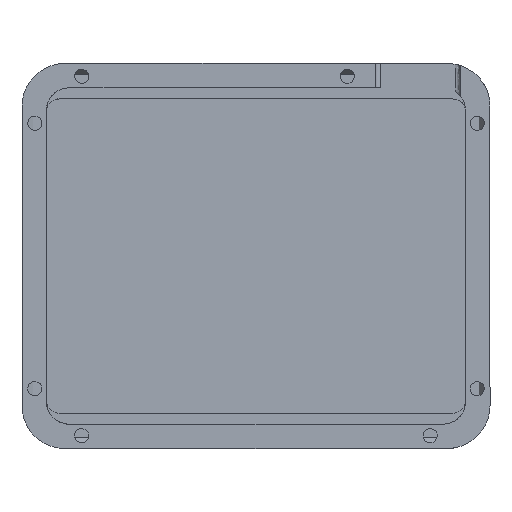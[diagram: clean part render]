
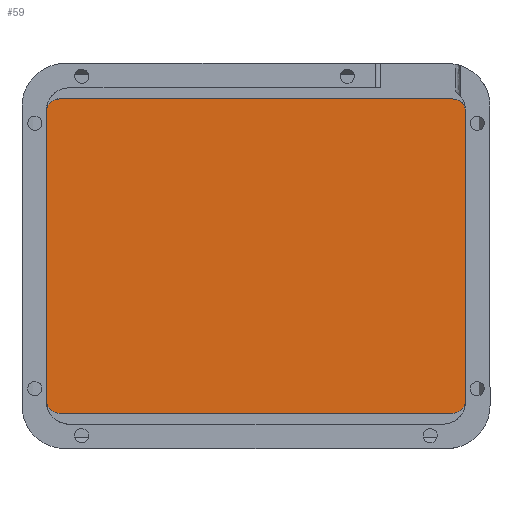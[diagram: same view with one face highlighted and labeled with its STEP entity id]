
A CAD part, top view. The second image highlights one B-rep face of the part: STEP entity #59.
In plain terms, the highlighted planar face has unit normal (0, 0, 1).
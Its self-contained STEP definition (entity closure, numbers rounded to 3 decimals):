
#59=ADVANCED_FACE('',(#107),#715,.T.);
#107=FACE_OUTER_BOUND('',#155,.T.);
#155=EDGE_LOOP('',(#341,#342,#343,#344,#345,#346,#347,#348));
#341=ORIENTED_EDGE('',*,*,#411,.T.);
#342=ORIENTED_EDGE('',*,*,#468,.T.);
#343=ORIENTED_EDGE('',*,*,#479,.F.);
#344=ORIENTED_EDGE('',*,*,#469,.T.);
#345=ORIENTED_EDGE('',*,*,#470,.F.);
#346=ORIENTED_EDGE('',*,*,#433,.T.);
#347=ORIENTED_EDGE('',*,*,#435,.T.);
#348=ORIENTED_EDGE('',*,*,#431,.F.);
#411=EDGE_CURVE('',#641,#642,#513,.T.);
#431=EDGE_CURVE('',#641,#661,#579,.T.);
#433=EDGE_CURVE('',#662,#663,#580,.T.);
#435=EDGE_CURVE('',#663,#661,#530,.T.);
#468=EDGE_CURVE('',#642,#664,#598,.T.);
#469=EDGE_CURVE('',#666,#665,#599,.T.);
#470=EDGE_CURVE('',#662,#665,#546,.T.);
#479=EDGE_CURVE('',#666,#664,#555,.T.);
#513=B_SPLINE_CURVE_WITH_KNOTS('',1,(#1130,#1131),.UNSPECIFIED.,.F.,.F.,
(2,2),(-67.9,-0.3),.UNSPECIFIED.);
#530=B_SPLINE_CURVE_WITH_KNOTS('',1,(#1203,#1204),.UNSPECIFIED.,.F.,.F.,
(2,2),(-46.125,42.156),.UNSPECIFIED.);
#546=B_SPLINE_CURVE_WITH_KNOTS('',1,(#1305,#1306),.UNSPECIFIED.,.F.,.F.,
(2,2),(17.458,51.109),.UNSPECIFIED.);
#555=B_SPLINE_CURVE_WITH_KNOTS('',1,(#1346,#1347),.UNSPECIFIED.,.F.,.F.,
(2,2),(-47.563,44.686),.UNSPECIFIED.);
#579=(
BOUNDED_CURVE()
B_SPLINE_CURVE(2,(#1193,#1194,#1195),.UNSPECIFIED.,.F.,.F.)
B_SPLINE_CURVE_WITH_KNOTS((3,3),(2.906,7.619),
 .UNSPECIFIED.)
CURVE()
GEOMETRIC_REPRESENTATION_ITEM()
RATIONAL_B_SPLINE_CURVE((1.,0.707,1.))
REPRESENTATION_ITEM('')
);
#580=(
BOUNDED_CURVE()
B_SPLINE_CURVE(2,(#1198,#1199,#1200),.UNSPECIFIED.,.F.,.F.)
B_SPLINE_CURVE_WITH_KNOTS((3,3),(2.906,7.619),
 .UNSPECIFIED.)
CURVE()
GEOMETRIC_REPRESENTATION_ITEM()
RATIONAL_B_SPLINE_CURVE((1.,0.707,1.))
REPRESENTATION_ITEM('')
);
#598=(
BOUNDED_CURVE()
B_SPLINE_CURVE(2,(#1299,#1300,#1301),.UNSPECIFIED.,.F.,.F.)
B_SPLINE_CURVE_WITH_KNOTS((3,3),(2.906,7.619),
 .UNSPECIFIED.)
CURVE()
GEOMETRIC_REPRESENTATION_ITEM()
RATIONAL_B_SPLINE_CURVE((1.,0.707,1.))
REPRESENTATION_ITEM('')
);
#599=(
BOUNDED_CURVE()
B_SPLINE_CURVE(2,(#1302,#1303,#1304),.UNSPECIFIED.,.F.,.F.)
B_SPLINE_CURVE_WITH_KNOTS((3,3),(-7.619,-2.906),
 .UNSPECIFIED.)
CURVE()
GEOMETRIC_REPRESENTATION_ITEM()
RATIONAL_B_SPLINE_CURVE((1.,0.707,1.))
REPRESENTATION_ITEM('')
);
#641=VERTEX_POINT('',#950);
#642=VERTEX_POINT('',#951);
#661=VERTEX_POINT('',#970);
#662=VERTEX_POINT('',#971);
#663=VERTEX_POINT('',#972);
#664=VERTEX_POINT('',#973);
#665=VERTEX_POINT('',#974);
#666=VERTEX_POINT('',#975);
#715=PLANE('',#766);
#766=AXIS2_PLACEMENT_3D('',#908,#801,$);
#801=DIRECTION('',(0.,0.,1.));
#908=CARTESIAN_POINT('',(-49.125,-36.8,2.));
#950=CARTESIAN_POINT('',(49.125,-33.8,2.));
#951=CARTESIAN_POINT('',(49.125,33.8,2.));
#970=CARTESIAN_POINT('',(46.125,-36.8,2.));
#971=CARTESIAN_POINT('',(-49.125,-33.8,2.));
#972=CARTESIAN_POINT('',(-46.125,-36.8,2.));
#973=CARTESIAN_POINT('',(46.125,36.8,2.));
#974=CARTESIAN_POINT('',(-49.125,33.8,2.));
#975=CARTESIAN_POINT('',(-46.125,36.8,2.));
#1130=CARTESIAN_POINT('',(49.125,-33.8,2.));
#1131=CARTESIAN_POINT('',(49.125,33.8,2.));
#1193=CARTESIAN_POINT('',(49.125,-33.8,2.));
#1194=CARTESIAN_POINT('',(49.125,-36.8,2.));
#1195=CARTESIAN_POINT('',(46.125,-36.8,2.));
#1198=CARTESIAN_POINT('',(-49.125,-33.8,2.));
#1199=CARTESIAN_POINT('',(-49.125,-36.8,2.));
#1200=CARTESIAN_POINT('',(-46.125,-36.8,2.));
#1203=CARTESIAN_POINT('',(-46.125,-36.8,2.));
#1204=CARTESIAN_POINT('',(46.125,-36.8,2.));
#1299=CARTESIAN_POINT('',(49.125,33.8,2.));
#1300=CARTESIAN_POINT('',(49.125,36.8,2.));
#1301=CARTESIAN_POINT('',(46.125,36.8,2.));
#1302=CARTESIAN_POINT('',(-46.125,36.8,2.));
#1303=CARTESIAN_POINT('',(-49.125,36.8,2.));
#1304=CARTESIAN_POINT('',(-49.125,33.8,2.));
#1305=CARTESIAN_POINT('',(-49.125,-33.8,2.));
#1306=CARTESIAN_POINT('',(-49.125,33.8,2.));
#1346=CARTESIAN_POINT('',(-46.125,36.8,2.));
#1347=CARTESIAN_POINT('',(46.125,36.8,2.));
